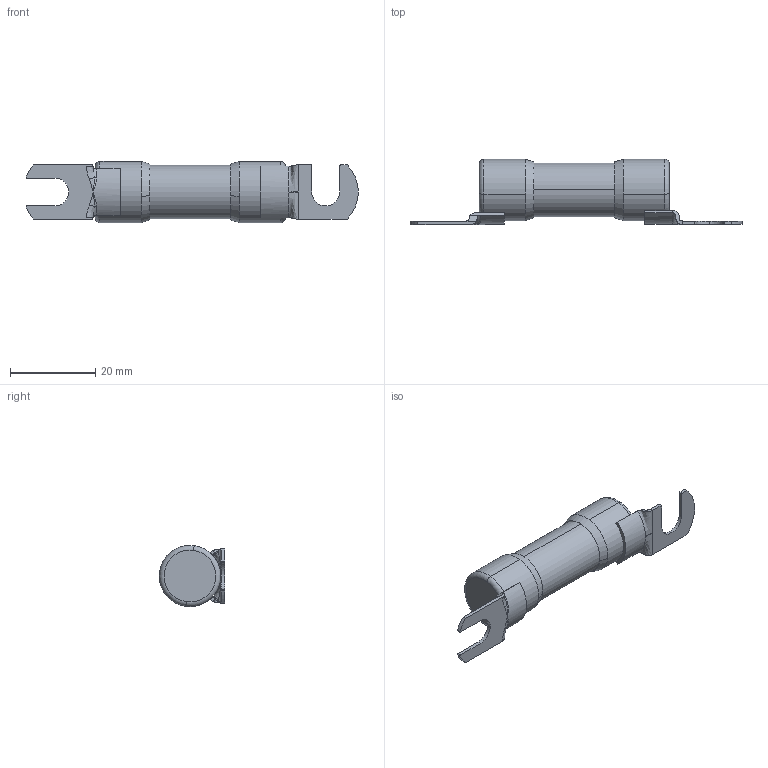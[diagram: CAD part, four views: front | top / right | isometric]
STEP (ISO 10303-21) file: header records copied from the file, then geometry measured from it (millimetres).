
FILE_DESCRIPTION (( 'STEP AP214' ), '1' );
FILE_NAME ('700044revA.STEP', '2018-05-04T13:03:27', ( '' ), ( '' ), 'SwSTEP 2.0', 'SolidWorks 2017', '' );
FILE_SCHEMA (( 'AUTOMOTIVE_DESIGN' ));
Length unit declared in the file: inch
Products named in the file (1): 700044revA
Bounding box: 77.87 x 15.33 x 14.37 mm (x, y, z)
Volume: 3561.7 mm3; surface area: 6795.8 mm2
Topology: 5 solids, 5 shells, 103 faces, 261 edges, 160 vertices
Faces by surface type: cylinder 30, plane 29, bspline 22, cone 12, torus 10
Entity records: 5202 total; most frequent: CARTESIAN_POINT 1465, ORIENTED_EDGE 506, DIRECTION 457, EDGE_CURVE 253, AXIS2_PLACEMENT_3D 186, VERTEX_POINT 160, LENGTH_MEASURE_WITH_UNIT 110, UNCERTAINTY_MEASURE_WITH_UNIT 110
